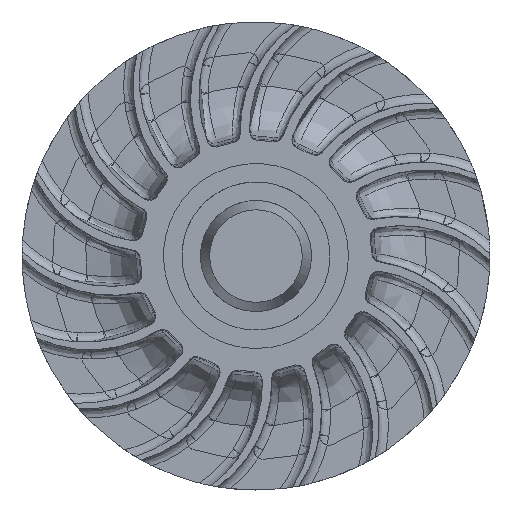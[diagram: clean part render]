
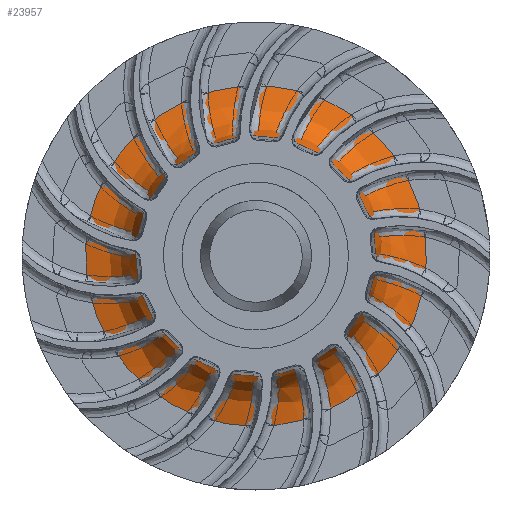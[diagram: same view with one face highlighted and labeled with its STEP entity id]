
A CAD part, front view. The second image highlights one B-rep face of the part: STEP entity #23957.
In plain terms, the highlighted free-form (B-spline) face has degree [2, 2] with [9, 3] control points.
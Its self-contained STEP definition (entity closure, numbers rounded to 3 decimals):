
#23957 = ADVANCED_FACE('',(#23958),#23991,.F.);
#23958 = FACE_BOUND('',#23959,.F.);
#23959 = EDGE_LOOP('',(#23960,#23970,#23980,#23981));
#23960 = ORIENTED_EDGE('',*,*,#23961,.T.);
#23961 = EDGE_CURVE('',#23962,#23964,#23966,.T.);
#23962 = VERTEX_POINT('',#23963);
#23963 = CARTESIAN_POINT('',(-10.304,221.422,
    -150.25));
#23964 = VERTEX_POINT('',#23965);
#23965 = CARTESIAN_POINT('',(-28.742,173.635,
    -104.329));
#23966 = ( BOUNDED_CURVE() B_SPLINE_CURVE(2,(#23967,#23968,#23969),
.UNSPECIFIED.,.F.,.F.) B_SPLINE_CURVE_WITH_KNOTS((3,3),(1.571,
3.107),.PIECEWISE_BEZIER_KNOTS.) CURVE() 
GEOMETRIC_REPRESENTATION_ITEM() RATIONAL_B_SPLINE_CURVE((1.,
0.719,1.)) REPRESENTATION_ITEM('') );
#23967 = CARTESIAN_POINT('',(-10.304,221.422,
    -150.25));
#23968 = CARTESIAN_POINT('',(-28.12,221.422,
    -105.877));
#23969 = CARTESIAN_POINT('',(-28.742,173.635,
    -104.329));
#23970 = ORIENTED_EDGE('',*,*,#23971,.F.);
#23971 = EDGE_CURVE('',#23964,#23964,#23972,.T.);
#23972 = ( BOUNDED_CURVE() B_SPLINE_CURVE(2,(#23973,#23974,#23975,#23976
    ,#23977,#23978,#23979),.UNSPECIFIED.,.T.,.F.) 
B_SPLINE_CURVE_WITH_KNOTS((1,2,2,2,2,1),(-2.094,0.,
    2.094,4.189,6.283,8.378),
.UNSPECIFIED.) CURVE() GEOMETRIC_REPRESENTATION_ITEM() 
RATIONAL_B_SPLINE_CURVE((1.,0.5,1.,0.5,1.,0.5,1.)) REPRESENTATION_ITEM(
  '') );
#23973 = CARTESIAN_POINT('',(-28.742,173.635,
    -104.329));
#23974 = CARTESIAN_POINT('',(-215.808,173.635,
    -179.438));
#23975 = CARTESIAN_POINT('',(-187.322,173.635,
    20.12));
#23976 = CARTESIAN_POINT('',(-158.836,173.635,
    219.679));
#23977 = CARTESIAN_POINT('',(-0.256,173.635,
    95.23));
#23978 = CARTESIAN_POINT('',(158.324,173.635,
    -29.219));
#23979 = CARTESIAN_POINT('',(-28.742,173.635,
    -104.329));
#23980 = ORIENTED_EDGE('',*,*,#23961,.F.);
#23981 = ORIENTED_EDGE('',*,*,#23982,.F.);
#23982 = EDGE_CURVE('',#23962,#23962,#23983,.T.);
#23983 = ( BOUNDED_CURVE() B_SPLINE_CURVE(2,(#23984,#23985,#23986,#23987
    ,#23988,#23989,#23990),.UNSPECIFIED.,.T.,.F.) 
B_SPLINE_CURVE_WITH_KNOTS((1,2,2,2,2,1),(-2.094,0.,
    2.094,4.189,6.283,8.378),
.UNSPECIFIED.) CURVE() GEOMETRIC_REPRESENTATION_ITEM() 
RATIONAL_B_SPLINE_CURVE((1.,0.5,1.,0.5,1.,0.5,1.)) REPRESENTATION_ITEM(
  '') );
#23984 = CARTESIAN_POINT('',(-10.304,221.422,
    -150.25));
#23985 = CARTESIAN_POINT('',(256.3,221.422,
    -43.204));
#23986 = CARTESIAN_POINT('',(30.294,221.422,
    134.159));
#23987 = CARTESIAN_POINT('',(-195.713,221.422,
    311.522));
#23988 = CARTESIAN_POINT('',(-236.31,221.422,
    27.113));
#23989 = CARTESIAN_POINT('',(-276.908,221.422,
    -257.296));
#23990 = CARTESIAN_POINT('',(-10.304,221.422,
    -150.25));
#23991 = ( BOUNDED_SURFACE() B_SPLINE_SURFACE(2,2,(
    (#23992,#23993,#23994)
    ,(#23995,#23996,#23997)
    ,(#23998,#23999,#24000)
    ,(#24001,#24002,#24003)
    ,(#24004,#24005,#24006)
    ,(#24007,#24008,#24009)
    ,(#24010,#24011,#24012)
    ,(#24013,#24014,#24015)
    ,(#24016,#24017,#24018
)),.UNSPECIFIED.,.T.,.F.,.F.) B_SPLINE_SURFACE_WITH_KNOTS((3,2,2,2,3),(3
    ,3),(3.142,4.189,6.283,8.378,
    9.425),(3.176,4.712),.UNSPECIFIED.) 
GEOMETRIC_REPRESENTATION_ITEM() RATIONAL_B_SPLINE_SURFACE((
    (0.75,0.54,0.75)
    ,(0.75,0.54,0.75)
    ,(1.,0.719,1.)
    ,(0.5,0.36,0.5)
    ,(1.,0.719,1.)
    ,(0.5,0.36,0.5)
    ,(1.,0.719,1.)
    ,(0.75,0.54,0.75)
,(0.75,0.54,0.75))) REPRESENTATION_ITEM('') SURFACE() );
#23992 = CARTESIAN_POINT('',(-28.742,173.635,
    -104.329));
#23993 = CARTESIAN_POINT('',(-28.12,221.422,
    -105.877));
#23994 = CARTESIAN_POINT('',(-10.304,221.422,
    -150.25));
#23995 = CARTESIAN_POINT('',(33.613,173.635,
    -79.292));
#23996 = CARTESIAN_POINT('',(35.129,221.422,
    -80.482));
#23997 = CARTESIAN_POINT('',(78.564,221.422,
    -114.568));
#23998 = CARTESIAN_POINT('',(43.108,173.635,
    -12.772));
#23999 = CARTESIAN_POINT('',(44.76,221.422,
    -13.008));
#24000 = CARTESIAN_POINT('',(92.097,221.422,
    -19.765));
#24001 = CARTESIAN_POINT('',(71.594,173.635,
    186.786));
#24002 = CARTESIAN_POINT('',(73.655,221.422,
    189.412));
#24003 = CARTESIAN_POINT('',(132.694,221.422,
    264.644));
#24004 = CARTESIAN_POINT('',(-115.471,173.635,
    111.676));
#24005 = CARTESIAN_POINT('',(-116.093,221.422,
    113.225));
#24006 = CARTESIAN_POINT('',(-133.91,221.422,
    157.598));
#24007 = CARTESIAN_POINT('',(-302.537,173.635,
    36.566));
#24008 = CARTESIAN_POINT('',(-305.841,221.422,
    37.038));
#24009 = CARTESIAN_POINT('',(-400.514,221.422,
    50.552));
#24010 = CARTESIAN_POINT('',(-143.957,173.635,
    -87.882));
#24011 = CARTESIAN_POINT('',(-144.987,221.422,
    -89.195));
#24012 = CARTESIAN_POINT('',(-174.507,221.422,
    -126.811));
#24013 = CARTESIAN_POINT('',(-91.097,173.635,
    -129.365));
#24014 = CARTESIAN_POINT('',(-91.369,221.422,
    -131.273));
#24015 = CARTESIAN_POINT('',(-99.172,221.422,
    -185.932));
#24016 = CARTESIAN_POINT('',(-28.742,173.635,
    -104.329));
#24017 = CARTESIAN_POINT('',(-28.12,221.422,
    -105.877));
#24018 = CARTESIAN_POINT('',(-10.304,221.422,
    -150.25));
